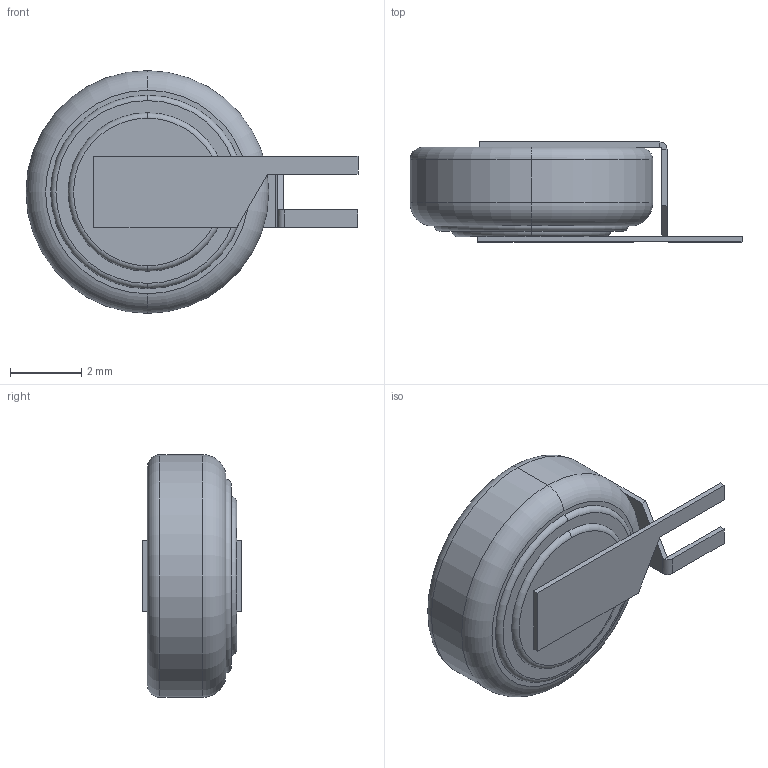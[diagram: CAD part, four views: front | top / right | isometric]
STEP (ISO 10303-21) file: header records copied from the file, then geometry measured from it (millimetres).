
FILE_DESCRIPTION (( 'STEP AP214' ), '1' );
FILE_NAME ('MS621FE-FL11E.STEP', '2023-03-28T04:56:00', ( '' ), ( '' ), 'SwSTEP 2.0', 'SolidWorks 2021', '' );
FILE_SCHEMA (( 'AUTOMOTIVE_DESIGN' ));
Length unit declared in the file: millimetre
Products named in the file (2): MS621FE-FL11E_MS621FE-FL11E; MS621FE-FL11E
Assembly tree (1 placements, depth 2):
  MS621FE-FL11E
    MS621FE-FL11E_MS621FE-FL11E
Bounding box: 9.3 x 2.8 x 6.8 mm (x, y, z)
Volume: 87.1 mm3; surface area: 171.5 mm2
Topology: 3 solids, 3 shells, 44 faces, 91 edges, 55 vertices
Faces by surface type: plane 30, torus 8, cylinder 6
Entity records: 1234 total; most frequent: DIRECTION 216, CARTESIAN_POINT 200, ORIENTED_EDGE 182, EDGE_CURVE 91, AXIS2_PLACEMENT_3D 79, LINE 58, VECTOR 58, VERTEX_POINT 55
